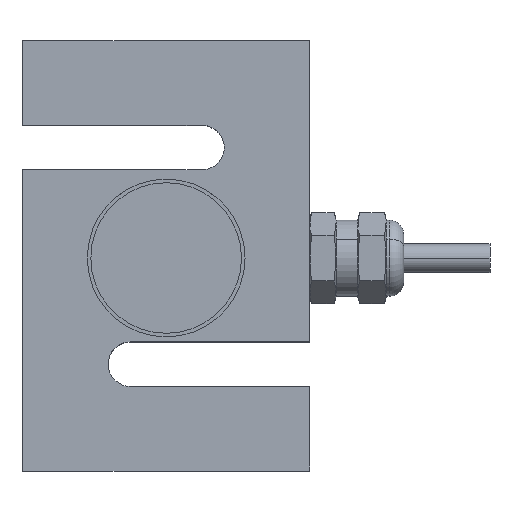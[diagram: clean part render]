
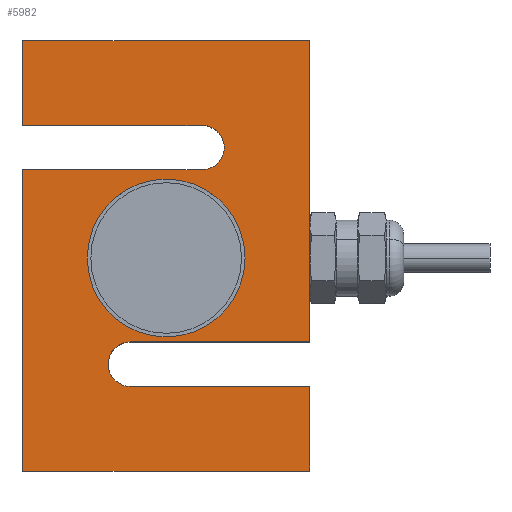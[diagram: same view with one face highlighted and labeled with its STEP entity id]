
A CAD part, top view. The second image highlights one B-rep face of the part: STEP entity #5982.
In plain terms, the highlighted planar face has unit normal (0, 0, 1).
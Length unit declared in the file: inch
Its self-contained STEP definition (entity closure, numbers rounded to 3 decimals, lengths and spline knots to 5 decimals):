
#39 = CIRCLE ( 'NONE', #9823, 0.155 ) ;
#329 = AXIS2_PLACEMENT_3D ( 'NONE', #12032, #2136, #8115 ) ;
#379 = AXIS2_PLACEMENT_3D ( 'NONE', #14473, #3523, #5864 ) ;
#636 = EDGE_LOOP ( 'NONE', ( #10278, #2981, #1826, #11131, #6861, #4471, #5677, #3415, #6134, #1979, #4861, #4226, #10076 ) ) ;
#693 = LINE ( 'NONE', #6740, #14221 ) ;
#999 = CARTESIAN_POINT ( 'NONE',  ( -2., 0., 0. ) ) ;
#1424 = VERTEX_POINT ( 'NONE', #3960 ) ;
#1826 = ORIENTED_EDGE ( 'NONE', *, *, #14435, .T. ) ;
#1942 = VERTEX_POINT ( 'NONE', #5290 ) ;
#1979 = ORIENTED_EDGE ( 'NONE', *, *, #8675, .T. ) ;
#1985 = VERTEX_POINT ( 'NONE', #4477 ) ;
#2136 = DIRECTION ( 'NONE',  ( 0., 0., 1. ) ) ;
#2186 = DIRECTION ( 'NONE',  ( 0., 0., 1. ) ) ;
#2188 = LINE ( 'NONE', #999, #10347 ) ;
#2262 = CARTESIAN_POINT ( 'NONE',  ( -1., 1.485, 0. ) ) ;
#2482 = CARTESIAN_POINT ( 'NONE',  ( -2., 2.41, 0. ) ) ;
#2509 = LINE ( 'NONE', #14750, #5521 ) ;
#2575 = CARTESIAN_POINT ( 'NONE',  ( 0., 0., 0. ) ) ;
#2876 = CIRCLE ( 'NONE', #5465, 0.55 ) ;
#2894 = DIRECTION ( 'NONE',  ( 0., -1., 0. ) ) ;
#2981 = ORIENTED_EDGE ( 'NONE', *, *, #5177, .T. ) ;
#3292 = VECTOR ( 'NONE', #2894, 39.37008 ) ;
#3323 = EDGE_LOOP ( 'NONE', ( #10201, #11044 ) ) ;
#3355 = DIRECTION ( 'NONE',  ( 0., 0., 1. ) ) ;
#3415 = ORIENTED_EDGE ( 'NONE', *, *, #7239, .F. ) ;
#3523 = DIRECTION ( 'NONE',  ( 0., 0., 1. ) ) ;
#3960 = CARTESIAN_POINT ( 'NONE',  ( 0., 0.9, 0. ) ) ;
#4226 = ORIENTED_EDGE ( 'NONE', *, *, #12870, .F. ) ;
#4236 = CIRCLE ( 'NONE', #379, 0.55 ) ;
#4354 = VERTEX_POINT ( 'NONE', #8557 ) ;
#4367 = VERTEX_POINT ( 'NONE', #5193 ) ;
#4410 = CARTESIAN_POINT ( 'NONE',  ( -1.25, 0.9, 0. ) ) ;
#4471 = ORIENTED_EDGE ( 'NONE', *, *, #12306, .F. ) ;
#4477 = CARTESIAN_POINT ( 'NONE',  ( -1.55, 1.485, 0. ) ) ;
#4488 = DIRECTION ( 'NONE',  ( 0., -1., 0. ) ) ;
#4558 = EDGE_CURVE ( 'NONE', #11376, #15391, #5172, .T. ) ;
#4743 = DIRECTION ( 'NONE',  ( 1., 0., 0. ) ) ;
#4758 = CARTESIAN_POINT ( 'NONE',  ( 0., 3., 0. ) ) ;
#4861 = ORIENTED_EDGE ( 'NONE', *, *, #13060, .F. ) ;
#4962 = VERTEX_POINT ( 'NONE', #4410 ) ;
#5172 = LINE ( 'NONE', #13908, #3292 ) ;
#5177 = EDGE_CURVE ( 'NONE', #4354, #11190, #2188, .T. ) ;
#5193 = CARTESIAN_POINT ( 'NONE',  ( -1.25, 0.59, 0. ) ) ;
#5290 = CARTESIAN_POINT ( 'NONE',  ( -0.595, 2.255, 0. ) ) ;
#5465 = AXIS2_PLACEMENT_3D ( 'NONE', #2262, #2186, #9684 ) ;
#5496 = CARTESIAN_POINT ( 'NONE',  ( 0., 0.59, 0. ) ) ;
#5521 = VECTOR ( 'NONE', #12089, 39.37008 ) ;
#5677 = ORIENTED_EDGE ( 'NONE', *, *, #8292, .F. ) ;
#5864 = DIRECTION ( 'NONE',  ( 1., 0., 0. ) ) ;
#5982 = ADVANCED_FACE ( 'NONE', ( #14364, #12104 ), #9316, .T. ) ;
#6134 = ORIENTED_EDGE ( 'NONE', *, *, #15097, .F. ) ;
#6206 = CARTESIAN_POINT ( 'NONE',  ( -0.45, 1.485, 0. ) ) ;
#6254 = CARTESIAN_POINT ( 'NONE',  ( -2., 3., 0. ) ) ;
#6740 = CARTESIAN_POINT ( 'NONE',  ( -2., 0., 0. ) ) ;
#6809 = CARTESIAN_POINT ( 'NONE',  ( -0.75, 2.255, 0. ) ) ;
#6861 = ORIENTED_EDGE ( 'NONE', *, *, #13895, .F. ) ;
#6953 = LINE ( 'NONE', #10475, #11888 ) ;
#6959 = DIRECTION ( 'NONE',  ( 0., 0., 1. ) ) ;
#7127 = EDGE_CURVE ( 'NONE', #4354, #10710, #7761, .T. ) ;
#7147 = DIRECTION ( 'NONE',  ( 0., 0., 1. ) ) ;
#7239 = EDGE_CURVE ( 'NONE', #9048, #1424, #14497, .T. ) ;
#7316 = AXIS2_PLACEMENT_3D ( 'NONE', #6809, #6959, #11698 ) ;
#7761 = LINE ( 'NONE', #7845, #8426 ) ;
#7845 = CARTESIAN_POINT ( 'NONE',  ( -0.75, 2.1, 0. ) ) ;
#7998 = DIRECTION ( 'NONE',  ( -1., 0., 0. ) ) ;
#8115 = DIRECTION ( 'NONE',  ( 1., 0., 0. ) ) ;
#8292 = EDGE_CURVE ( 'NONE', #1424, #4962, #10623, .T. ) ;
#8426 = VECTOR ( 'NONE', #13940, 39.37008 ) ;
#8557 = CARTESIAN_POINT ( 'NONE',  ( -2., 2.1, 0. ) ) ;
#8675 = EDGE_CURVE ( 'NONE', #10942, #9064, #693, .T. ) ;
#8681 = LINE ( 'NONE', #14795, #9111 ) ;
#8860 = CIRCLE ( 'NONE', #7316, 0.155 ) ;
#9018 = VERTEX_POINT ( 'NONE', #13287 ) ;
#9048 = VERTEX_POINT ( 'NONE', #4758 ) ;
#9064 = VERTEX_POINT ( 'NONE', #2482 ) ;
#9111 = VECTOR ( 'NONE', #10064, 39.37008 ) ;
#9203 = CARTESIAN_POINT ( 'NONE',  ( -1.25, 0.9, 0. ) ) ;
#9316 = PLANE ( 'NONE',  #329 ) ;
#9360 = CARTESIAN_POINT ( 'NONE',  ( 0., 0., 0. ) ) ;
#9434 = DIRECTION ( 'NONE',  ( 0., -1., 0. ) ) ;
#9651 = CARTESIAN_POINT ( 'NONE',  ( -0.75, 2.255, 0. ) ) ;
#9684 = DIRECTION ( 'NONE',  ( 1., 0., 0. ) ) ;
#9823 = AXIS2_PLACEMENT_3D ( 'NONE', #14298, #3355, #4743 ) ;
#9847 = VERTEX_POINT ( 'NONE', #6206 ) ;
#10024 = VECTOR ( 'NONE', #14769, 39.37008 ) ;
#10064 = DIRECTION ( 'NONE',  ( 1., 0., 0. ) ) ;
#10076 = ORIENTED_EDGE ( 'NONE', *, *, #14306, .F. ) ;
#10201 = ORIENTED_EDGE ( 'NONE', *, *, #14877, .F. ) ;
#10278 = ORIENTED_EDGE ( 'NONE', *, *, #7127, .F. ) ;
#10347 = VECTOR ( 'NONE', #13376, 39.37008 ) ;
#10475 = CARTESIAN_POINT ( 'NONE',  ( -0.75, 2.41, 0. ) ) ;
#10525 = EDGE_CURVE ( 'NONE', #1985, #9847, #2876, .T. ) ;
#10574 = CARTESIAN_POINT ( 'NONE',  ( -2., 0., 0. ) ) ;
#10623 = LINE ( 'NONE', #9203, #15115 ) ;
#10710 = VERTEX_POINT ( 'NONE', #12063 ) ;
#10942 = VERTEX_POINT ( 'NONE', #12508 ) ;
#11044 = ORIENTED_EDGE ( 'NONE', *, *, #10525, .F. ) ;
#11131 = ORIENTED_EDGE ( 'NONE', *, *, #4558, .F. ) ;
#11190 = VERTEX_POINT ( 'NONE', #10574 ) ;
#11230 = VECTOR ( 'NONE', #9434, 39.37008 ) ;
#11376 = VERTEX_POINT ( 'NONE', #5496 ) ;
#11698 = DIRECTION ( 'NONE',  ( 1., 0., 0. ) ) ;
#11888 = VECTOR ( 'NONE', #15553, 39.37008 ) ;
#12032 = CARTESIAN_POINT ( 'NONE',  ( -2., 0., 0. ) ) ;
#12063 = CARTESIAN_POINT ( 'NONE',  ( -0.75, 2.1, 0. ) ) ;
#12089 = DIRECTION ( 'NONE',  ( 1., 0., 0. ) ) ;
#12104 = FACE_OUTER_BOUND ( 'NONE', #636, .T. ) ;
#12306 = EDGE_CURVE ( 'NONE', #4962, #4367, #39, .T. ) ;
#12508 = CARTESIAN_POINT ( 'NONE',  ( -2., 3., 0. ) ) ;
#12870 = EDGE_CURVE ( 'NONE', #1942, #9018, #13689, .T. ) ;
#13060 = EDGE_CURVE ( 'NONE', #9018, #9064, #6953, .T. ) ;
#13287 = CARTESIAN_POINT ( 'NONE',  ( -0.75, 2.41, 0. ) ) ;
#13376 = DIRECTION ( 'NONE',  ( 0., -1., 0. ) ) ;
#13689 = CIRCLE ( 'NONE', #15232, 0.155 ) ;
#13895 = EDGE_CURVE ( 'NONE', #4367, #11376, #8681, .T. ) ;
#13908 = CARTESIAN_POINT ( 'NONE',  ( 0., 0., 0. ) ) ;
#13940 = DIRECTION ( 'NONE',  ( 1., 0., 0. ) ) ;
#14221 = VECTOR ( 'NONE', #4488, 39.37008 ) ;
#14298 = CARTESIAN_POINT ( 'NONE',  ( -1.25, 0.745, 0. ) ) ;
#14306 = EDGE_CURVE ( 'NONE', #10710, #1942, #8860, .T. ) ;
#14364 = FACE_BOUND ( 'NONE', #3323, .T. ) ;
#14435 = EDGE_CURVE ( 'NONE', #11190, #15391, #2509, .T. ) ;
#14473 = CARTESIAN_POINT ( 'NONE',  ( -1., 1.485, 0. ) ) ;
#14497 = LINE ( 'NONE', #9360, #11230 ) ;
#14750 = CARTESIAN_POINT ( 'NONE',  ( -2., 0., 0. ) ) ;
#14769 = DIRECTION ( 'NONE',  ( 1., 0., 0. ) ) ;
#14795 = CARTESIAN_POINT ( 'NONE',  ( -1.25, 0.59, 0. ) ) ;
#14877 = EDGE_CURVE ( 'NONE', #9847, #1985, #4236, .T. ) ;
#15097 = EDGE_CURVE ( 'NONE', #10942, #9048, #15907, .T. ) ;
#15115 = VECTOR ( 'NONE', #7998, 39.37008 ) ;
#15232 = AXIS2_PLACEMENT_3D ( 'NONE', #9651, #7147, #15589 ) ;
#15391 = VERTEX_POINT ( 'NONE', #2575 ) ;
#15553 = DIRECTION ( 'NONE',  ( -1., 0., 0. ) ) ;
#15589 = DIRECTION ( 'NONE',  ( 1., 0., 0. ) ) ;
#15907 = LINE ( 'NONE', #6254, #10024 ) ;
